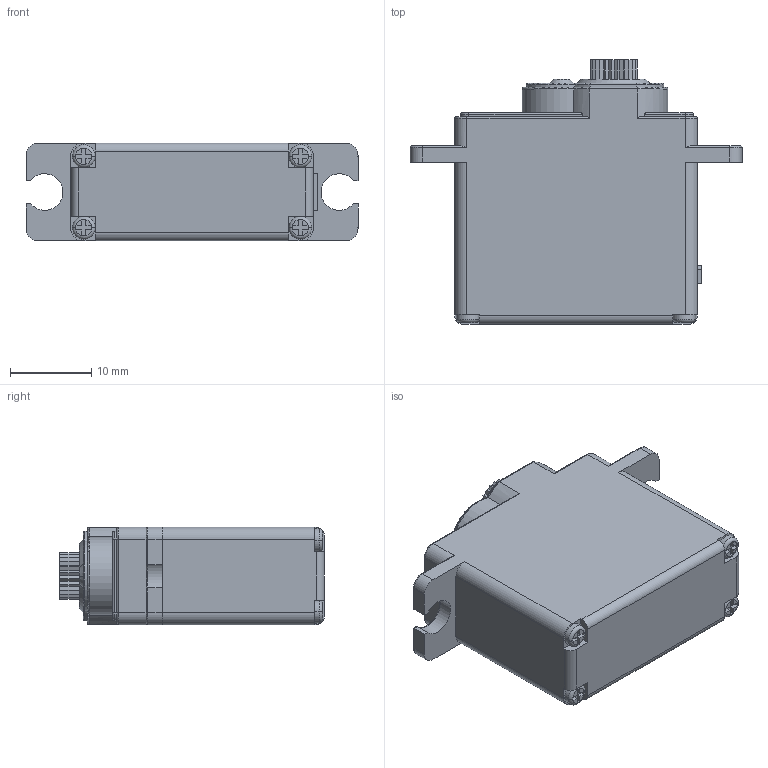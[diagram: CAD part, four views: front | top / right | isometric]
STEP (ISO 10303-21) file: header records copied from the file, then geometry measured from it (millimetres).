
FILE_DESCRIPTION((''),'2;1');
FILE_NAME('HS-82MG_ASM','2017-08-30T',('servo-csw'),(''),'CREO PARAMETRIC BY PTC INC, 2014440','CREO PARAMETRIC BY PTC INC, 2014440','');
FILE_SCHEMA(('CONFIG_CONTROL_DESIGN'));
Length unit declared in the file: millimetre
Products named in the file (2): _HS-82MG; HS-82MG_ASM
Assembly tree (1 placements, depth 2):
  HS-82MG_ASM
    _HS-82MG
Bounding box: 40.8 x 32.5 x 12 mm (x, y, z)
Volume: 10056.4 mm3; surface area: 3417.4 mm2
Topology: 1 solids, 6 shells, 312 faces, 810 edges, 518 vertices
Faces by surface type: plane 194, cylinder 82, torus 30, cone 6
Entity records: 11090 total; most frequent: CARTESIAN_POINT 2082, ORIENTED_EDGE 1620, DIRECTION 1548, EDGE_CURVE 810, VECTOR 526, LINE 526, VERTEX_POINT 518, AXIS2_PLACEMENT_3D 511
